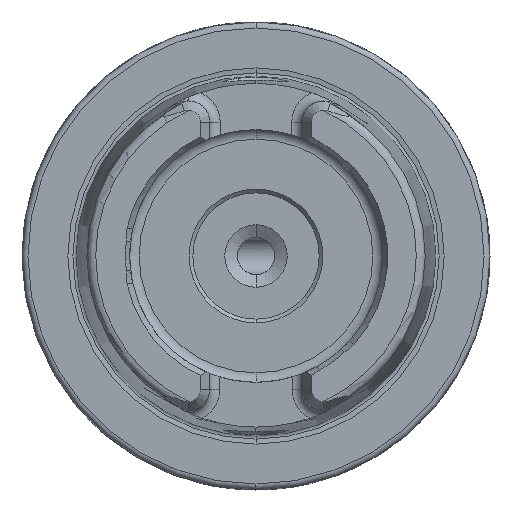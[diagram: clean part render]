
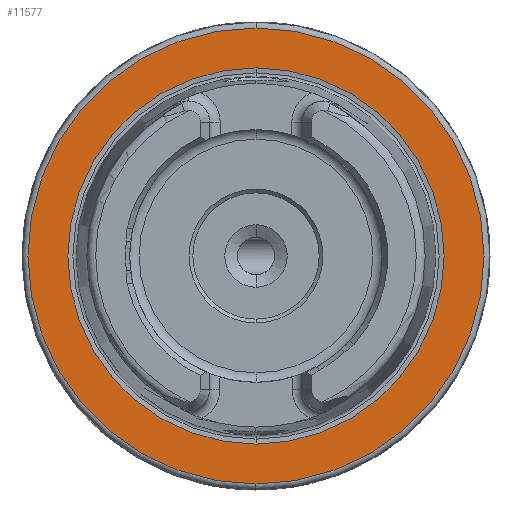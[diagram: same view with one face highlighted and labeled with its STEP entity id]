
A CAD part, left-side view. The second image highlights one B-rep face of the part: STEP entity #11577.
In plain terms, the highlighted planar face has unit normal (-1, 0, 0).
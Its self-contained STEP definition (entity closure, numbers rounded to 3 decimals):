
#69 = AXIS2_PLACEMENT_3D ( 'NONE', #6262, #7781, #3688 ) ;
#116 = AXIS2_PLACEMENT_3D ( 'NONE', #16020, #9343, #15893 ) ;
#1005 = FACE_BOUND ( 'NONE', #9357, .T. ) ;
#1021 = CARTESIAN_POINT ( 'NONE',  ( 0., 0., 25.324 ) ) ;
#1142 = DIRECTION ( 'NONE',  ( -1., 0., 0. ) ) ;
#1429 = CIRCLE ( 'NONE', #116, 25.324 ) ;
#1664 = CARTESIAN_POINT ( 'NONE',  ( 0., 0., -25.324 ) ) ;
#2454 = CARTESIAN_POINT ( 'NONE',  ( 0., 0., 30.7 ) ) ;
#3088 = ORIENTED_EDGE ( 'NONE', *, *, #14008, .T. ) ;
#3439 = CARTESIAN_POINT ( 'NONE',  ( 0., 0., -30.7 ) ) ;
#3688 = DIRECTION ( 'NONE',  ( 0., 0., -1. ) ) ;
#4689 = CARTESIAN_POINT ( 'NONE',  ( 0., 0., 0. ) ) ;
#5408 = AXIS2_PLACEMENT_3D ( 'NONE', #4689, #6053, #12854 ) ;
#6053 = DIRECTION ( 'NONE',  ( -1., 0., 0. ) ) ;
#6262 = CARTESIAN_POINT ( 'NONE',  ( 0., 30.7, 0. ) ) ;
#7303 = VERTEX_POINT ( 'NONE', #2454 ) ;
#7364 = FACE_OUTER_BOUND ( 'NONE', #15361, .T. ) ;
#7740 = DIRECTION ( 'NONE',  ( -1., 0., 0. ) ) ;
#7781 = DIRECTION ( 'NONE',  ( 1., 0., 0. ) ) ;
#8494 = ORIENTED_EDGE ( 'NONE', *, *, #16048, .T. ) ;
#9343 = DIRECTION ( 'NONE',  ( -1., 0., 0. ) ) ;
#9357 = EDGE_LOOP ( 'NONE', ( #12792, #14180 ) ) ;
#10153 = VERTEX_POINT ( 'NONE', #1021 ) ;
#10463 = AXIS2_PLACEMENT_3D ( 'NONE', #12367, #1142, #12300 ) ;
#10508 = AXIS2_PLACEMENT_3D ( 'NONE', #14885, #7740, #13380 ) ;
#11577 = ADVANCED_FACE ( 'NONE', ( #1005, #7364 ), #13365, .F. ) ;
#12300 = DIRECTION ( 'NONE',  ( 0., 0., 1. ) ) ;
#12367 = CARTESIAN_POINT ( 'NONE',  ( 0., 0., 0. ) ) ;
#12792 = ORIENTED_EDGE ( 'NONE', *, *, #15353, .F. ) ;
#12854 = DIRECTION ( 'NONE',  ( 0., 0., 1. ) ) ;
#13365 = PLANE ( 'NONE',  #69 ) ;
#13380 = DIRECTION ( 'NONE',  ( 0., 0., 1. ) ) ;
#13638 = CIRCLE ( 'NONE', #10463, 30.7 ) ;
#14008 = EDGE_CURVE ( 'NONE', #7303, #16487, #13638, .T. ) ;
#14180 = ORIENTED_EDGE ( 'NONE', *, *, #17531, .F. ) ;
#14390 = VERTEX_POINT ( 'NONE', #1664 ) ;
#14885 = CARTESIAN_POINT ( 'NONE',  ( 0., 0., 0. ) ) ;
#15353 = EDGE_CURVE ( 'NONE', #10153, #14390, #1429, .T. ) ;
#15361 = EDGE_LOOP ( 'NONE', ( #3088, #8494 ) ) ;
#15693 = CIRCLE ( 'NONE', #5408, 30.7 ) ;
#15837 = CIRCLE ( 'NONE', #10508, 25.324 ) ;
#15893 = DIRECTION ( 'NONE',  ( 0., 0., 1. ) ) ;
#16020 = CARTESIAN_POINT ( 'NONE',  ( 0., 0., 0. ) ) ;
#16048 = EDGE_CURVE ( 'NONE', #16487, #7303, #15693, .T. ) ;
#16487 = VERTEX_POINT ( 'NONE', #3439 ) ;
#17531 = EDGE_CURVE ( 'NONE', #14390, #10153, #15837, .T. ) ;
